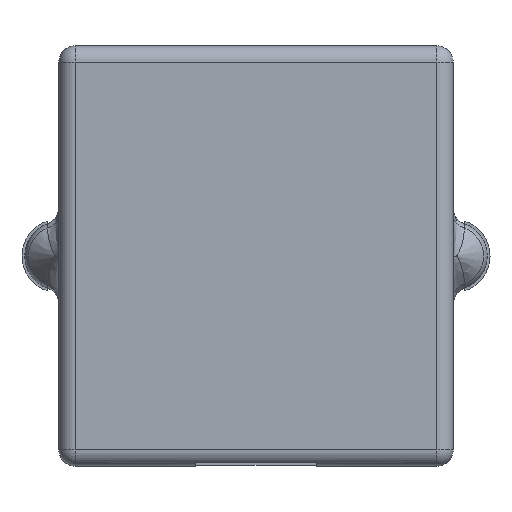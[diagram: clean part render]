
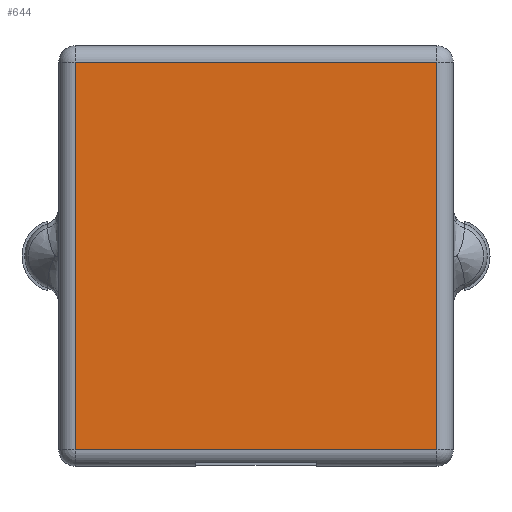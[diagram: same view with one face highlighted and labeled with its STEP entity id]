
A CAD part, front view. The second image highlights one B-rep face of the part: STEP entity #644.
In plain terms, the highlighted planar face has unit normal (0, -1, 0).
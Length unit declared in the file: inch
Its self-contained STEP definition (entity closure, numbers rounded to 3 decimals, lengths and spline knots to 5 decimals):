
#391 = ORIENTED_EDGE ( 'NONE', *, *, #536, .T. ) ;
#509 = EDGE_CURVE ( 'NONE', #538, #510, #825, .T. ) ;
#510 = VERTEX_POINT ( 'NONE', #821 ) ;
#511 = ORIENTED_EDGE ( 'NONE', *, *, #599, .T. ) ;
#512 = VERTEX_POINT ( 'NONE', #820 ) ;
#536 = EDGE_CURVE ( 'NONE', #537, #538, #876, .T. ) ;
#537 = VERTEX_POINT ( 'NONE', #872 ) ;
#538 = VERTEX_POINT ( 'NONE', #871 ) ;
#539 = ORIENTED_EDGE ( 'NONE', *, *, #509, .T. ) ;
#587 = EDGE_CURVE ( 'NONE', #512, #537, #979, .T. ) ;
#588 = ORIENTED_EDGE ( 'NONE', *, *, #587, .T. ) ;
#599 = EDGE_CURVE ( 'NONE', #510, #512, #1021, .T. ) ;
#644 = ADVANCED_FACE ( 'NONE', ( #1107 ), #1106, .T. ) ;
#645 = EDGE_LOOP ( 'NONE', ( #391, #539, #511, #588 ) ) ;
#820 = CARTESIAN_POINT ( 'NONE',  ( 0.22016, 0., 0.23591 ) ) ;
#821 = CARTESIAN_POINT ( 'NONE',  ( 0.22016, 0., -0.23591 ) ) ;
#822 = DIRECTION ( 'NONE',  ( 1., 0., 0. ) ) ;
#823 = VECTOR ( 'NONE', #822, 39.37008 ) ;
#824 = CARTESIAN_POINT ( 'NONE',  ( 0.24016, 0., -0.23591 ) ) ;
#825 = LINE ( 'NONE', #824, #823 ) ;
#871 = CARTESIAN_POINT ( 'NONE',  ( -0.22016, 0., -0.23591 ) ) ;
#872 = CARTESIAN_POINT ( 'NONE',  ( -0.22016, 0., 0.23591 ) ) ;
#873 = DIRECTION ( 'NONE',  ( 0., 0., -1. ) ) ;
#874 = VECTOR ( 'NONE', #873, 39.37008 ) ;
#875 = CARTESIAN_POINT ( 'NONE',  ( -0.22016, 0., -0.25591 ) ) ;
#876 = LINE ( 'NONE', #875, #874 ) ;
#976 = DIRECTION ( 'NONE',  ( -1., 0., 0. ) ) ;
#977 = VECTOR ( 'NONE', #976, 39.37008 ) ;
#978 = CARTESIAN_POINT ( 'NONE',  ( -0.24016, 0., 0.23591 ) ) ;
#979 = LINE ( 'NONE', #978, #977 ) ;
#1018 = DIRECTION ( 'NONE',  ( 0., 0., 1. ) ) ;
#1019 = VECTOR ( 'NONE', #1018, 39.37008 ) ;
#1020 = CARTESIAN_POINT ( 'NONE',  ( 0.22016, 0., -0.25591 ) ) ;
#1021 = LINE ( 'NONE', #1020, #1019 ) ;
#1101 = DIRECTION ( 'NONE',  ( 1., 0., 0. ) ) ;
#1102 = DIRECTION ( 'NONE',  ( 0., -1., 0. ) ) ;
#1103 = AXIS2_PLACEMENT_3D ( 'NONE', #1105, #1102, #1101 ) ;
#1105 = CARTESIAN_POINT ( 'NONE',  ( -0.24016, 0., -0.25591 ) ) ;
#1106 = PLANE ( 'NONE',  #1103 ) ;
#1107 = FACE_OUTER_BOUND ( 'NONE', #645, .T. ) ;
